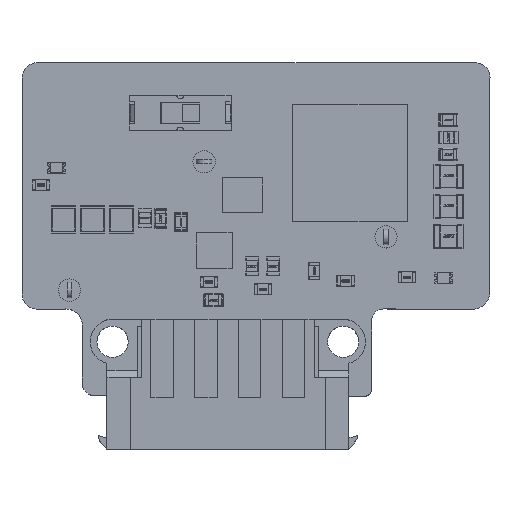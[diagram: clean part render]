
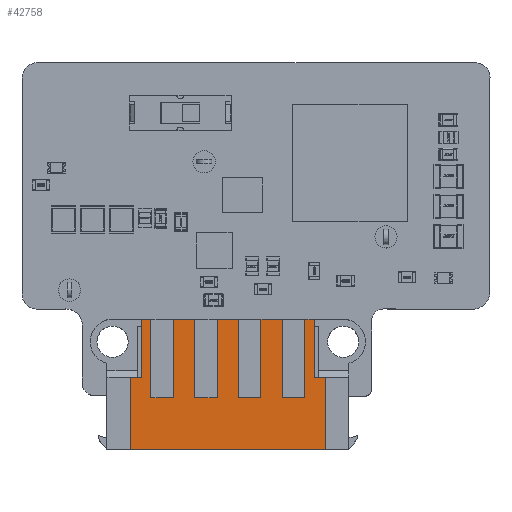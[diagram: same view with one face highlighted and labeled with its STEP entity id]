
A CAD part, top view. The second image highlights one B-rep face of the part: STEP entity #42758.
In plain terms, the highlighted face is planar.
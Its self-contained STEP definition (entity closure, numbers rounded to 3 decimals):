
#40726 = VERTEX_POINT('',#40727);
#40727 = CARTESIAN_POINT('',(-11.11,12.45,0.));
#40733 = EDGE_CURVE('',#40734,#40726,#40736,.T.);
#40734 = VERTEX_POINT('',#40735);
#40735 = CARTESIAN_POINT('',(11.11,12.45,0.));
#40736 = LINE('',#40737,#40738);
#40737 = CARTESIAN_POINT('',(11.11,12.45,0.));
#40738 = VECTOR('',#40739,1.);
#40739 = DIRECTION('',(-1.,0.,0.));
#41532 = VERTEX_POINT('',#41533);
#41533 = CARTESIAN_POINT('',(-9.84,12.45,8.21));
#41539 = EDGE_CURVE('',#41532,#41540,#41542,.T.);
#41540 = VERTEX_POINT('',#41541);
#41541 = CARTESIAN_POINT('',(-11.11,12.45,8.21));
#41542 = LINE('',#41543,#41544);
#41543 = CARTESIAN_POINT('',(-9.84,12.45,8.21));
#41544 = VECTOR('',#41545,1.);
#41545 = DIRECTION('',(-1.,0.,0.));
#41708 = VERTEX_POINT('',#41709);
#41709 = CARTESIAN_POINT('',(-9.84,12.45,14.81));
#41715 = EDGE_CURVE('',#41532,#41708,#41716,.T.);
#41716 = LINE('',#41717,#41718);
#41717 = CARTESIAN_POINT('',(-9.84,12.45,8.21));
#41718 = VECTOR('',#41719,1.);
#41719 = DIRECTION('',(0.,0.,1.));
#41789 = VERTEX_POINT('',#41790);
#41790 = CARTESIAN_POINT('',(11.11,12.45,8.21));
#41796 = EDGE_CURVE('',#41797,#41789,#41799,.T.);
#41797 = VERTEX_POINT('',#41798);
#41798 = CARTESIAN_POINT('',(9.84,12.45,8.21));
#41799 = LINE('',#41800,#41801);
#41800 = CARTESIAN_POINT('',(9.84,12.45,8.21));
#41801 = VECTOR('',#41802,1.);
#41802 = DIRECTION('',(1.,0.,0.));
#41948 = EDGE_CURVE('',#41797,#41949,#41951,.T.);
#41949 = VERTEX_POINT('',#41950);
#41950 = CARTESIAN_POINT('',(9.84,12.45,14.81));
#41951 = LINE('',#41952,#41953);
#41952 = CARTESIAN_POINT('',(9.84,12.45,8.21));
#41953 = VECTOR('',#41954,1.);
#41954 = DIRECTION('',(0.,0.,1.));
#42441 = EDGE_CURVE('',#41949,#42442,#42444,.T.);
#42442 = VERTEX_POINT('',#42443);
#42443 = CARTESIAN_POINT('',(8.77,12.45,14.81));
#42444 = LINE('',#42445,#42446);
#42445 = CARTESIAN_POINT('',(11.11,12.45,14.81));
#42446 = VECTOR('',#42447,1.);
#42447 = DIRECTION('',(-1.,0.,0.));
#42466 = VERTEX_POINT('',#42467);
#42467 = CARTESIAN_POINT('',(6.23,12.45,14.81));
#42473 = EDGE_CURVE('',#42466,#42474,#42476,.T.);
#42474 = VERTEX_POINT('',#42475);
#42475 = CARTESIAN_POINT('',(3.77,12.45,14.81));
#42476 = LINE('',#42477,#42478);
#42477 = CARTESIAN_POINT('',(11.11,12.45,14.81));
#42478 = VECTOR('',#42479,1.);
#42479 = DIRECTION('',(-1.,0.,0.));
#42498 = VERTEX_POINT('',#42499);
#42499 = CARTESIAN_POINT('',(1.23,12.45,14.81));
#42505 = EDGE_CURVE('',#42498,#42506,#42508,.T.);
#42506 = VERTEX_POINT('',#42507);
#42507 = CARTESIAN_POINT('',(-1.23,12.45,14.81));
#42508 = LINE('',#42509,#42510);
#42509 = CARTESIAN_POINT('',(11.11,12.45,14.81));
#42510 = VECTOR('',#42511,1.);
#42511 = DIRECTION('',(-1.,0.,0.));
#42530 = VERTEX_POINT('',#42531);
#42531 = CARTESIAN_POINT('',(-3.77,12.45,14.81));
#42537 = EDGE_CURVE('',#42530,#42538,#42540,.T.);
#42538 = VERTEX_POINT('',#42539);
#42539 = CARTESIAN_POINT('',(-6.23,12.45,14.81));
#42540 = LINE('',#42541,#42542);
#42541 = CARTESIAN_POINT('',(11.11,12.45,14.81));
#42542 = VECTOR('',#42543,1.);
#42543 = DIRECTION('',(-1.,0.,0.));
#42562 = VERTEX_POINT('',#42563);
#42563 = CARTESIAN_POINT('',(-8.77,12.45,14.81));
#42569 = EDGE_CURVE('',#42562,#41708,#42570,.T.);
#42570 = LINE('',#42571,#42572);
#42571 = CARTESIAN_POINT('',(11.11,12.45,14.81));
#42572 = VECTOR('',#42573,1.);
#42573 = DIRECTION('',(-1.,0.,0.));
#42758 = ADVANCED_FACE('',(#42759),#42871,.F.);
#42759 = FACE_BOUND('',#42760,.T.);
#42760 = EDGE_LOOP('',(#42761,#42771,#42777,#42778,#42779,#42780,#42786,
    #42787,#42793,#42794,#42795,#42796,#42804,#42812,#42818,#42819,
    #42827,#42835,#42841,#42842,#42850,#42858,#42864,#42865));
#42761 = ORIENTED_EDGE('',*,*,#42762,.F.);
#42762 = EDGE_CURVE('',#42763,#42765,#42767,.T.);
#42763 = VERTEX_POINT('',#42764);
#42764 = CARTESIAN_POINT('',(8.77,12.45,5.84));
#42765 = VERTEX_POINT('',#42766);
#42766 = CARTESIAN_POINT('',(6.23,12.45,5.84));
#42767 = LINE('',#42768,#42769);
#42768 = CARTESIAN_POINT('',(11.11,12.45,5.84));
#42769 = VECTOR('',#42770,1.);
#42770 = DIRECTION('',(-1.,0.,0.));
#42771 = ORIENTED_EDGE('',*,*,#42772,.T.);
#42772 = EDGE_CURVE('',#42763,#42442,#42773,.T.);
#42773 = LINE('',#42774,#42775);
#42774 = CARTESIAN_POINT('',(8.77,12.45,14.81));
#42775 = VECTOR('',#42776,1.);
#42776 = DIRECTION('',(0.,0.,1.));
#42777 = ORIENTED_EDGE('',*,*,#42441,.F.);
#42778 = ORIENTED_EDGE('',*,*,#41948,.F.);
#42779 = ORIENTED_EDGE('',*,*,#41796,.T.);
#42780 = ORIENTED_EDGE('',*,*,#42781,.T.);
#42781 = EDGE_CURVE('',#41789,#40734,#42782,.T.);
#42782 = LINE('',#42783,#42784);
#42783 = CARTESIAN_POINT('',(11.11,12.45,14.81));
#42784 = VECTOR('',#42785,1.);
#42785 = DIRECTION('',(0.,0.,-1.));
#42786 = ORIENTED_EDGE('',*,*,#40733,.T.);
#42787 = ORIENTED_EDGE('',*,*,#42788,.F.);
#42788 = EDGE_CURVE('',#41540,#40726,#42789,.T.);
#42789 = LINE('',#42790,#42791);
#42790 = CARTESIAN_POINT('',(-11.11,12.45,14.81));
#42791 = VECTOR('',#42792,1.);
#42792 = DIRECTION('',(0.,0.,-1.));
#42793 = ORIENTED_EDGE('',*,*,#41539,.F.);
#42794 = ORIENTED_EDGE('',*,*,#41715,.T.);
#42795 = ORIENTED_EDGE('',*,*,#42569,.F.);
#42796 = ORIENTED_EDGE('',*,*,#42797,.F.);
#42797 = EDGE_CURVE('',#42798,#42562,#42800,.T.);
#42798 = VERTEX_POINT('',#42799);
#42799 = CARTESIAN_POINT('',(-8.77,12.45,5.84));
#42800 = LINE('',#42801,#42802);
#42801 = CARTESIAN_POINT('',(-8.77,12.45,5.84));
#42802 = VECTOR('',#42803,1.);
#42803 = DIRECTION('',(0.,0.,1.));
#42804 = ORIENTED_EDGE('',*,*,#42805,.F.);
#42805 = EDGE_CURVE('',#42806,#42798,#42808,.T.);
#42806 = VERTEX_POINT('',#42807);
#42807 = CARTESIAN_POINT('',(-6.23,12.45,5.84));
#42808 = LINE('',#42809,#42810);
#42809 = CARTESIAN_POINT('',(11.11,12.45,5.84));
#42810 = VECTOR('',#42811,1.);
#42811 = DIRECTION('',(-1.,0.,0.));
#42812 = ORIENTED_EDGE('',*,*,#42813,.T.);
#42813 = EDGE_CURVE('',#42806,#42538,#42814,.T.);
#42814 = LINE('',#42815,#42816);
#42815 = CARTESIAN_POINT('',(-6.23,12.45,5.84));
#42816 = VECTOR('',#42817,1.);
#42817 = DIRECTION('',(0.,0.,1.));
#42818 = ORIENTED_EDGE('',*,*,#42537,.F.);
#42819 = ORIENTED_EDGE('',*,*,#42820,.F.);
#42820 = EDGE_CURVE('',#42821,#42530,#42823,.T.);
#42821 = VERTEX_POINT('',#42822);
#42822 = CARTESIAN_POINT('',(-3.77,12.45,5.84));
#42823 = LINE('',#42824,#42825);
#42824 = CARTESIAN_POINT('',(-3.77,12.45,5.84));
#42825 = VECTOR('',#42826,1.);
#42826 = DIRECTION('',(0.,0.,1.));
#42827 = ORIENTED_EDGE('',*,*,#42828,.F.);
#42828 = EDGE_CURVE('',#42829,#42821,#42831,.T.);
#42829 = VERTEX_POINT('',#42830);
#42830 = CARTESIAN_POINT('',(-1.23,12.45,5.84));
#42831 = LINE('',#42832,#42833);
#42832 = CARTESIAN_POINT('',(11.11,12.45,5.84));
#42833 = VECTOR('',#42834,1.);
#42834 = DIRECTION('',(-1.,0.,0.));
#42835 = ORIENTED_EDGE('',*,*,#42836,.T.);
#42836 = EDGE_CURVE('',#42829,#42506,#42837,.T.);
#42837 = LINE('',#42838,#42839);
#42838 = CARTESIAN_POINT('',(-1.23,12.45,5.84));
#42839 = VECTOR('',#42840,1.);
#42840 = DIRECTION('',(0.,0.,1.));
#42841 = ORIENTED_EDGE('',*,*,#42505,.F.);
#42842 = ORIENTED_EDGE('',*,*,#42843,.F.);
#42843 = EDGE_CURVE('',#42844,#42498,#42846,.T.);
#42844 = VERTEX_POINT('',#42845);
#42845 = CARTESIAN_POINT('',(1.23,12.45,5.84));
#42846 = LINE('',#42847,#42848);
#42847 = CARTESIAN_POINT('',(1.23,12.45,5.84));
#42848 = VECTOR('',#42849,1.);
#42849 = DIRECTION('',(0.,0.,1.));
#42850 = ORIENTED_EDGE('',*,*,#42851,.F.);
#42851 = EDGE_CURVE('',#42852,#42844,#42854,.T.);
#42852 = VERTEX_POINT('',#42853);
#42853 = CARTESIAN_POINT('',(3.77,12.45,5.84));
#42854 = LINE('',#42855,#42856);
#42855 = CARTESIAN_POINT('',(11.11,12.45,5.84));
#42856 = VECTOR('',#42857,1.);
#42857 = DIRECTION('',(-1.,0.,0.));
#42858 = ORIENTED_EDGE('',*,*,#42859,.T.);
#42859 = EDGE_CURVE('',#42852,#42474,#42860,.T.);
#42860 = LINE('',#42861,#42862);
#42861 = CARTESIAN_POINT('',(3.77,12.45,5.84));
#42862 = VECTOR('',#42863,1.);
#42863 = DIRECTION('',(0.,0.,1.));
#42864 = ORIENTED_EDGE('',*,*,#42473,.F.);
#42865 = ORIENTED_EDGE('',*,*,#42866,.F.);
#42866 = EDGE_CURVE('',#42765,#42466,#42867,.T.);
#42867 = LINE('',#42868,#42869);
#42868 = CARTESIAN_POINT('',(6.23,12.45,5.84));
#42869 = VECTOR('',#42870,1.);
#42870 = DIRECTION('',(0.,0.,1.));
#42871 = PLANE('',#42872);
#42872 = AXIS2_PLACEMENT_3D('',#42873,#42874,#42875);
#42873 = CARTESIAN_POINT('',(11.11,12.45,14.81));
#42874 = DIRECTION('',(0.,-1.,0.));
#42875 = DIRECTION('',(0.,0.,-1.));
